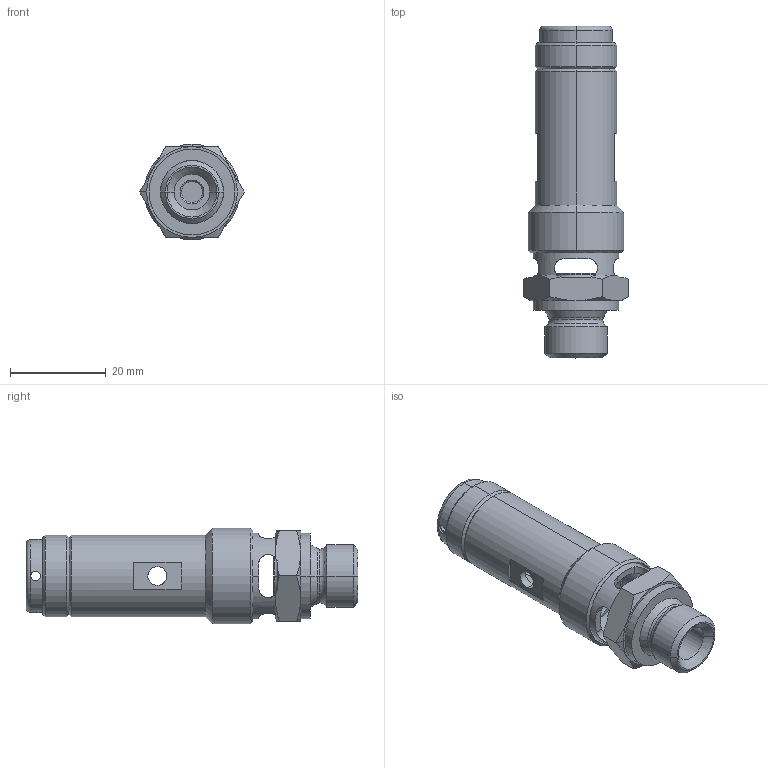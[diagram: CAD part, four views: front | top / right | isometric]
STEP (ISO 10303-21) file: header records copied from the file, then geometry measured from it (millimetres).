
FILE_DESCRIPTION (( 'STEP AP214' ), '1' );
FILE_NAME ('410sGK 1-4 0,2-50.STEP', '2014-03-05T14:58:34', ( 'Blankenhorn' ), ( '' ), 'SwSTEP 2.0', 'SolidWorks 2013', '' );
FILE_SCHEMA (( 'AUTOMOTIVE_DESIGN' ));
Length unit declared in the file: millimetre
Products named in the file (1): 410sGK 1-4  0,2-50
Bounding box: 21.94 x 69.5 x 20 mm (x, y, z)
Volume: 7973.7 mm3; surface area: 9262.3 mm2
Topology: 4 solids, 4 shells, 245 faces, 619 edges, 389 vertices
Faces by surface type: cylinder 108, plane 67, cone 52, torus 18
Entity records: 10942 total; most frequent: CARTESIAN_POINT 2198, DIRECTION 1298, ORIENTED_EDGE 1238, EDGE_CURVE 619, AXIS2_PLACEMENT_3D 531, VERTEX_POINT 389, CIRCLE 285, EDGE_LOOP 278
